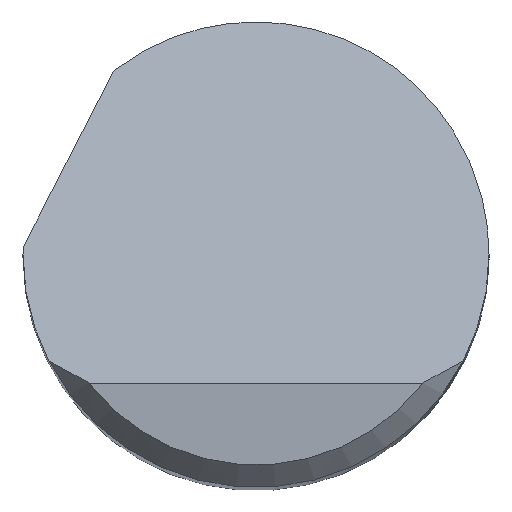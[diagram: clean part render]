
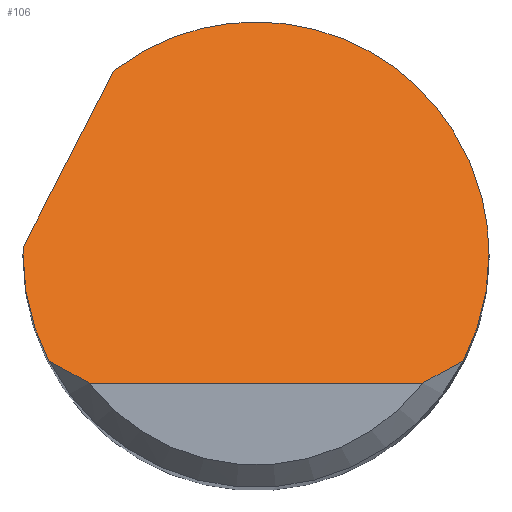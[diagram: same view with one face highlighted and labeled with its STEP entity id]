
A CAD part, top view. The second image highlights one B-rep face of the part: STEP entity #106.
In plain terms, the highlighted planar face has unit normal (0, 0.707, 0.707).
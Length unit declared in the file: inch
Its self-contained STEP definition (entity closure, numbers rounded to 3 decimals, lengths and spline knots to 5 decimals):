
#38 = ORIENTED_EDGE ( 'NONE', *, *, #214, .T. ) ;
#45 = CARTESIAN_POINT ( 'NONE',  ( -0.09521, 0.12389, 1.78986 ) ) ;
#61 = CARTESIAN_POINT ( 'NONE',  ( -0.13906, -0.07125, 1.985 ) ) ;
#76 = EDGE_CURVE ( 'NONE', #430, #727, #399, .T. ) ;
#79 = VERTEX_POINT ( 'NONE', #310 ) ;
#93 = VERTEX_POINT ( 'NONE', #45 ) ;
#106 = ADVANCED_FACE ( 'NONE', ( #725 ), #558, .F. ) ;
#113 = CARTESIAN_POINT ( 'NONE',  ( -0.09521, 0.12389, 1.78986 ) ) ;
#139 = EDGE_CURVE ( 'NONE', #93, #430, #262, .T. ) ;
#174 = CARTESIAN_POINT ( 'NONE',  ( 0.15625, 0., 1.91375 ) ) ;
#175 = CARTESIAN_POINT ( 'NONE',  ( 0.15625, 0.1488, 1.76495 ) ) ;
#182 = CARTESIAN_POINT ( 'NONE',  ( -0.11186, -0.08625, 2. ) ) ;
#193 = CARTESIAN_POINT ( 'NONE',  ( -0.15625, 0., 1.91375 ) ) ;
#194 = EDGE_CURVE ( 'NONE', #79, #216, #352, .T. ) ;
#214 = EDGE_CURVE ( 'NONE', #261, #79, #729, .T. ) ;
#216 = VERTEX_POINT ( 'NONE', #343 ) ;
#222 = CARTESIAN_POINT ( 'NONE',  ( -0.15625, 0., 1.91375 ) ) ;
#230 = LINE ( 'NONE', #342, #432 ) ;
#238 = CARTESIAN_POINT ( 'NONE',  ( -0.15625, 0., 1.91375 ) ) ;
#239 = DIRECTION ( 'NONE',  ( 1., 0., 0. ) ) ;
#241 = CARTESIAN_POINT ( 'NONE',  ( -0.15625, -0.02489, 1.93864 ) ) ;
#246 = CARTESIAN_POINT ( 'NONE',  ( 0.15625, 0., 1.91375 ) ) ;
#260 = CARTESIAN_POINT ( 'NONE',  ( -0.15625, -0.08625, 2. ) ) ;
#261 = VERTEX_POINT ( 'NONE', #694 ) ;
#262 =( BOUNDED_CURVE ( )  B_SPLINE_CURVE ( 3, ( #113, #660, #175, #730 ),
 .UNSPECIFIED., .F., .T. ) 
 B_SPLINE_CURVE_WITH_KNOTS ( ( 4, 4 ),
 ( 5.62792, 7.85398 ),
 .UNSPECIFIED. ) 
 CURVE ( )  GEOMETRIC_REPRESENTATION_ITEM ( )  RATIONAL_B_SPLINE_CURVE ( ( 1., 0.628, 0.628, 1. ) ) 
 REPRESENTATION_ITEM ( '' )  );
#279 = ORIENTED_EDGE ( 'NONE', *, *, #139, .F. ) ;
#287 = DIRECTION ( 'NONE',  ( 0.341, 0.665, -0.665 ) ) ;
#292 =( BOUNDED_CURVE ( )  B_SPLINE_CURVE ( 3, ( #222, #681, #564, #539 ),
 .UNSPECIFIED., .F., .T. ) 
 B_SPLINE_CURVE_WITH_KNOTS ( ( 4, 4 ),
 ( 4.71239, 4.74439 ),
 .UNSPECIFIED. ) 
 CURVE ( )  GEOMETRIC_REPRESENTATION_ITEM ( )  RATIONAL_B_SPLINE_CURVE ( ( 1., 1., 1., 1. ) ) 
 REPRESENTATION_ITEM ( '' )  );
#310 = CARTESIAN_POINT ( 'NONE',  ( -0.11186, -0.08625, 2. ) ) ;
#314 = ORIENTED_EDGE ( 'NONE', *, *, #532, .F. ) ;
#331 = B_SPLINE_CURVE_WITH_KNOTS ( 'NONE', 3,
 ( #738, #557, #514, #457 ),
 .UNSPECIFIED., .F., .F.,
 ( 4, 4 ),
 ( 0., 0.00088 ),
 .UNSPECIFIED. ) ;
#335 = VERTEX_POINT ( 'NONE', #515 ) ;
#342 = CARTESIAN_POINT ( 'NONE',  ( -0.19753, -0.07567, 1.98942 ) ) ;
#343 = CARTESIAN_POINT ( 'NONE',  ( 0.11186, -0.08625, 2. ) ) ;
#348 = CARTESIAN_POINT ( 'NONE',  ( -0.15041, -0.04909, 1.96284 ) ) ;
#352 = LINE ( 'NONE', #408, #699 ) ;
#355 = ORIENTED_EDGE ( 'NONE', *, *, #194, .T. ) ;
#363 = CARTESIAN_POINT ( 'NONE',  ( 0.15041, -0.04909, 1.96284 ) ) ;
#365 = ORIENTED_EDGE ( 'NONE', *, *, #576, .F. ) ;
#375 = DIRECTION ( 'NONE',  ( 0., -0.707, -0.707 ) ) ;
#399 =( BOUNDED_CURVE ( )  B_SPLINE_CURVE ( 3, ( #246, #584, #363, #696 ),
 .UNSPECIFIED., .F., .T. ) 
 B_SPLINE_CURVE_WITH_KNOTS ( ( 4, 4 ),
 ( 1.5708, 2.04429 ),
 .UNSPECIFIED. ) 
 CURVE ( )  GEOMETRIC_REPRESENTATION_ITEM ( )  RATIONAL_B_SPLINE_CURVE ( ( 1., 0.981, 0.981, 1. ) ) 
 REPRESENTATION_ITEM ( '' )  );
#408 = CARTESIAN_POINT ( 'NONE',  ( 0., -0.08625, 2. ) ) ;
#430 = VERTEX_POINT ( 'NONE', #174 ) ;
#432 = VECTOR ( 'NONE', #287, 39.37008 ) ;
#434 = EDGE_CURVE ( 'NONE', #216, #727, #331, .T. ) ;
#449 = ORIENTED_EDGE ( 'NONE', *, *, #454, .F. ) ;
#454 = EDGE_CURVE ( 'NONE', #604, #335, #292, .T. ) ;
#457 = CARTESIAN_POINT ( 'NONE',  ( 0.13906, -0.07125, 1.985 ) ) ;
#474 = CARTESIAN_POINT ( 'NONE',  ( -0.13906, -0.07125, 1.985 ) ) ;
#484 = AXIS2_PLACEMENT_3D ( 'NONE', #260, #375, #611 ) ;
#485 = ORIENTED_EDGE ( 'NONE', *, *, #76, .F. ) ;
#514 = CARTESIAN_POINT ( 'NONE',  ( 0.13035, -0.07657, 1.99032 ) ) ;
#515 = CARTESIAN_POINT ( 'NONE',  ( -0.15617, 0.005, 1.90875 ) ) ;
#532 = EDGE_CURVE ( 'NONE', #335, #93, #230, .T. ) ;
#533 = ORIENTED_EDGE ( 'NONE', *, *, #434, .T. ) ;
#538 =( BOUNDED_CURVE ( )  B_SPLINE_CURVE ( 3, ( #474, #348, #241, #193 ),
 .UNSPECIFIED., .F., .T. ) 
 B_SPLINE_CURVE_WITH_KNOTS ( ( 4, 4 ),
 ( 4.23889, 4.71239 ),
 .UNSPECIFIED. ) 
 CURVE ( )  GEOMETRIC_REPRESENTATION_ITEM ( )  RATIONAL_B_SPLINE_CURVE ( ( 1., 0.981, 0.981, 1. ) ) 
 REPRESENTATION_ITEM ( '' )  );
#539 = CARTESIAN_POINT ( 'NONE',  ( -0.15617, 0.005, 1.90875 ) ) ;
#557 = CARTESIAN_POINT ( 'NONE',  ( 0.12131, -0.0816, 1.99535 ) ) ;
#558 = PLANE ( 'NONE',  #484 ) ;
#564 = CARTESIAN_POINT ( 'NONE',  ( -0.15622, 0.00333, 1.91042 ) ) ;
#574 = CARTESIAN_POINT ( 'NONE',  ( -0.13035, -0.07657, 1.99032 ) ) ;
#576 = EDGE_CURVE ( 'NONE', #261, #604, #538, .T. ) ;
#584 = CARTESIAN_POINT ( 'NONE',  ( 0.15625, -0.02489, 1.93864 ) ) ;
#604 = VERTEX_POINT ( 'NONE', #238 ) ;
#611 = DIRECTION ( 'NONE',  ( 0., 0.707, -0.707 ) ) ;
#628 = CARTESIAN_POINT ( 'NONE',  ( -0.12131, -0.0816, 1.99535 ) ) ;
#660 = CARTESIAN_POINT ( 'NONE',  ( 0.02277, 0.21456, 1.69919 ) ) ;
#676 = EDGE_LOOP ( 'NONE', ( #355, #533, #485, #279, #314, #449, #365, #38 ) ) ;
#681 = CARTESIAN_POINT ( 'NONE',  ( -0.15625, 0.00167, 1.91208 ) ) ;
#694 = CARTESIAN_POINT ( 'NONE',  ( -0.13906, -0.07125, 1.985 ) ) ;
#696 = CARTESIAN_POINT ( 'NONE',  ( 0.13906, -0.07125, 1.985 ) ) ;
#699 = VECTOR ( 'NONE', #239, 39.37008 ) ;
#719 = CARTESIAN_POINT ( 'NONE',  ( 0.13906, -0.07125, 1.985 ) ) ;
#725 = FACE_OUTER_BOUND ( 'NONE', #676, .T. ) ;
#727 = VERTEX_POINT ( 'NONE', #719 ) ;
#729 = B_SPLINE_CURVE_WITH_KNOTS ( 'NONE', 3,
 ( #61, #574, #628, #182 ),
 .UNSPECIFIED., .F., .F.,
 ( 4, 4 ),
 ( 0., 0.00088 ),
 .UNSPECIFIED. ) ;
#730 = CARTESIAN_POINT ( 'NONE',  ( 0.15625, 0., 1.91375 ) ) ;
#738 = CARTESIAN_POINT ( 'NONE',  ( 0.11186, -0.08625, 2. ) ) ;
